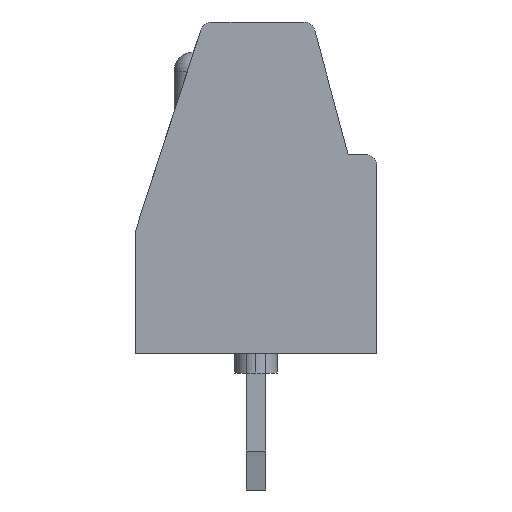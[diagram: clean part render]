
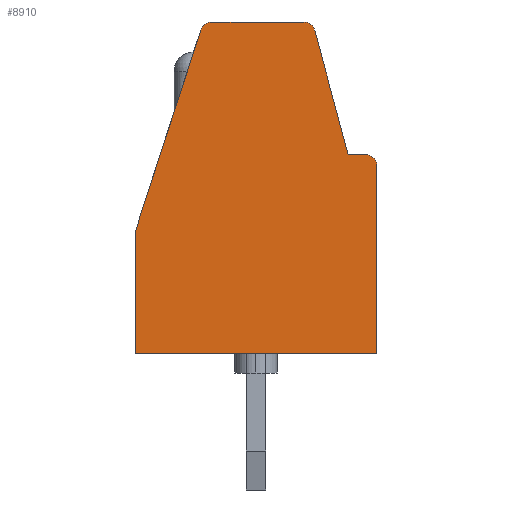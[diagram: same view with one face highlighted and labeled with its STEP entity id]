
A CAD part, left-side view. The second image highlights one B-rep face of the part: STEP entity #8910.
In plain terms, the highlighted face is planar.
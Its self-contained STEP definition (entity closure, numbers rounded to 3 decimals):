
#3460=CARTESIAN_POINT('',(-22.443,14.951,-4.04));
#3470=VERTEX_POINT('',#3460);
#3500=CARTESIAN_POINT('',(-20.091,14.951,-4.04));
#3510=DIRECTION('',(-1.,0.,0.));
#3520=VECTOR('',#3510,1.);
#3530=LINE('',#3500,#3520);
#3540=CARTESIAN_POINT('',(-20.091,14.951,-4.04));
#3550=VERTEX_POINT('',#3540);
#3560=EDGE_CURVE('',#3550,#3470,#3530,.T.);
#4990=CARTESIAN_POINT('',(-20.091,14.651,-4.04));
#5000=DIRECTION('',(0.,0.,-1.));
#5010=DIRECTION('',(0.,1.,0.));
#5020=AXIS2_PLACEMENT_3D('',#4990,#5000,#5010);
#5030=CIRCLE('',#5020,0.3);
#5040=CARTESIAN_POINT('',(-19.805,14.744,-4.04));
#5050=VERTEX_POINT('',#5040);
#5060=EDGE_CURVE('',#3550,#5050,#5030,.T.);
#5380=CARTESIAN_POINT('',(-19.805,14.744,-4.04));
#5390=DIRECTION('',(0.309,-0.951,0.));
#5400=VECTOR('',#5390,1.);
#5410=LINE('',#5380,#5400);
#5420=CARTESIAN_POINT('',(-18.123,9.565,-4.04));
#5430=VERTEX_POINT('',#5420);
#5440=EDGE_CURVE('',#5050,#5430,#5410,.T.);
#7990=CARTESIAN_POINT('',(-18.123,9.565,-4.04));
#8000=DIRECTION('',(0.,-1.,0.));
#8010=VECTOR('',#8000,1.);
#8020=LINE('',#7990,#8010);
#8030=CARTESIAN_POINT('',(-18.123,6.451,-4.04));
#8040=VERTEX_POINT('',#8030);
#8050=EDGE_CURVE('',#5430,#8040,#8020,.T.);
#8320=CARTESIAN_POINT('',(0.,0.,-4.04));
#8330=DIRECTION('',(0.,0.,1.));
#8340=DIRECTION('',(1.,0.,0.));
#8350=AXIS2_PLACEMENT_3D('',#8320,#8330,#8340);
#8360=PLANE('',#8350);
#8370=CARTESIAN_POINT('',(-18.123,6.451,-4.04));
#8380=DIRECTION('',(-1.,0.,0.));
#8390=VECTOR('',#8380,1.);
#8400=LINE('',#8370,#8390);
#8410=CARTESIAN_POINT('',(-24.323,6.451,-4.04));
#8420=VERTEX_POINT('',#8410);
#8430=EDGE_CURVE('',#8040,#8420,#8400,.T.);
#8440=ORIENTED_EDGE('',*,*,#8430,.T.);
#8450=ORIENTED_EDGE('',*,*,#8050,.T.);
#8460=ORIENTED_EDGE('',*,*,#5440,.T.);
#8470=ORIENTED_EDGE('',*,*,#5060,.T.);
#8480=ORIENTED_EDGE('',*,*,#3560,.F.);
#8490=CARTESIAN_POINT('',(-22.443,14.651,-4.04));
#8500=DIRECTION('',(0.,0.,-1.));
#8510=DIRECTION('',(-0.966,0.259,0.));
#8520=AXIS2_PLACEMENT_3D('',#8490,#8500,#8510);
#8530=CIRCLE('',#8520,0.3);
#8540=CARTESIAN_POINT('',(-22.732,14.729,-4.04));
#8550=VERTEX_POINT('',#8540);
#8560=EDGE_CURVE('',#8550,#3470,#8530,.T.);
#8570=ORIENTED_EDGE('',*,*,#8560,.T.);
#8580=CARTESIAN_POINT('',(-23.584,11.551,-4.04));
#8590=DIRECTION('',(0.259,0.966,0.));
#8600=VECTOR('',#8590,1.);
#8610=LINE('',#8580,#8600);
#8620=CARTESIAN_POINT('',(-23.584,11.551,-4.04));
#8630=VERTEX_POINT('',#8620);
#8640=EDGE_CURVE('',#8630,#8550,#8610,.T.);
#8650=ORIENTED_EDGE('',*,*,#8640,.T.);
#8660=CARTESIAN_POINT('',(-23.584,11.551,-4.04));
#8670=DIRECTION('',(-1.,0.,0.));
#8680=VECTOR('',#8670,1.);
#8690=LINE('',#8660,#8680);
#8700=CARTESIAN_POINT('',(-24.023,11.551,-4.04));
#8710=VERTEX_POINT('',#8700);
#8720=EDGE_CURVE('',#8630,#8710,#8690,.T.);
#8730=ORIENTED_EDGE('',*,*,#8720,.F.);
#8740=CARTESIAN_POINT('',(-24.023,11.251,-4.04));
#8750=DIRECTION('',(0.,0.,-1.));
#8760=DIRECTION('',(-1.,0.,0.));
#8770=AXIS2_PLACEMENT_3D('',#8740,#8750,#8760);
#8780=CIRCLE('',#8770,0.3);
#8790=CARTESIAN_POINT('',(-24.323,11.251,-4.04));
#8800=VERTEX_POINT('',#8790);
#8810=EDGE_CURVE('',#8800,#8710,#8780,.T.);
#8820=ORIENTED_EDGE('',*,*,#8810,.T.);
#8830=CARTESIAN_POINT('',(-24.323,6.451,-4.04));
#8840=DIRECTION('',(0.,1.,0.));
#8850=VECTOR('',#8840,1.);
#8860=LINE('',#8830,#8850);
#8870=EDGE_CURVE('',#8420,#8800,#8860,.T.);
#8880=ORIENTED_EDGE('',*,*,#8870,.T.);
#8890=EDGE_LOOP('',(#8880,#8820,#8730,#8650,#8570,#8480,#8470,#8460,
#8450,#8440));
#8900=FACE_OUTER_BOUND('',#8890,.T.);
#8910=ADVANCED_FACE('',(#8900),#8360,.F.);
